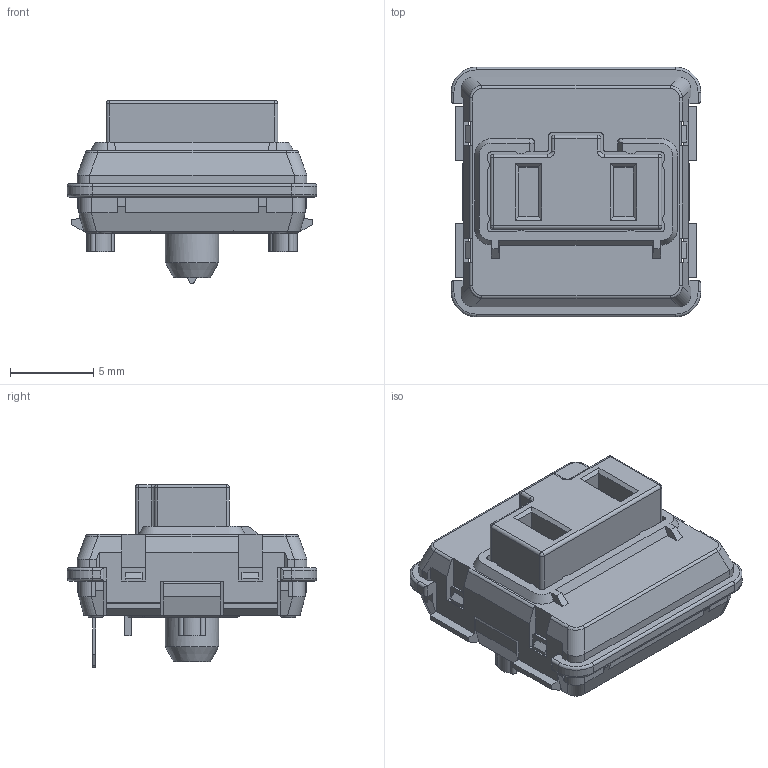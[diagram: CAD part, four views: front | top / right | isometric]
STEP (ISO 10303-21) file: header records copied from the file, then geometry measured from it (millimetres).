
FILE_DESCRIPTION(/* description */ (''),/* implementation_level */ '2;1');
FILE_NAME(/* name */ 'low-switches-no-keycap.step',/* time_stamp */ '2022-04-12T23:12:38+08:00',/* author */ (''),/* organization */ (''),/* preprocessor_version */ 'ST-DEVELOPER v18.1',/* originating_system */ 'Autodesk Translation Framework v10.14.0.1471',/* authorisation */ '');
FILE_SCHEMA (('AUTOMOTIVE_DESIGN { 1 0 10303 214 3 1 1 }'));
Length unit declared in the file: millimetre
Products named in the file (1): 矮轴-无键帽
Bounding box: 15 x 15 x 11 mm (x, y, z)
Volume: 937.6 mm3; surface area: 1530.9 mm2
Topology: 5 solids, 5 shells, 410 faces, 1099 edges, 695 vertices
Faces by surface type: plane 274, cylinder 87, bspline 24, torus 10, cone 9, sphere 6
Full cylindrical faces by diameter (mm): 3.2 x1
Entity records: 13477 total; most frequent: CARTESIAN_POINT 3183, ORIENTED_EDGE 2194, DIRECTION 2041, EDGE_CURVE 1097, LINE 859, VECTOR 859, VERTEX_POINT 695, AXIS2_PLACEMENT_3D 591
